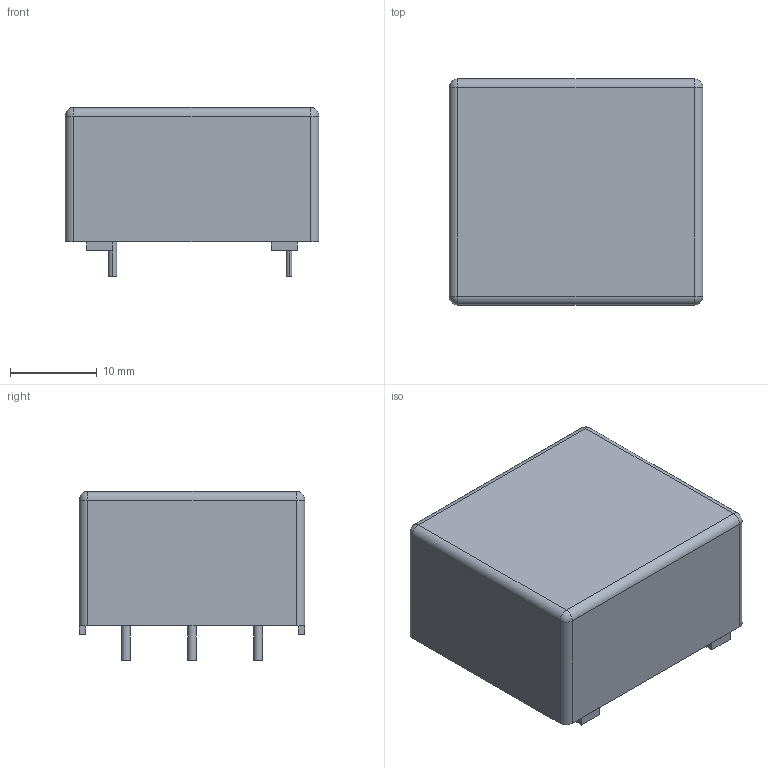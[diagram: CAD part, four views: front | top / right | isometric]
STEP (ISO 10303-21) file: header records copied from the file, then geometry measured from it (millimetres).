
FILE_DESCRIPTION((''),'2;1');
FILE_NAME('SENS_LEM_LA 25-NP-SP14.stp','2010-04-14T12:57:44',(''),(''),'Mechanical Desktop 2010','Mechanical Desktop 2010',', , ');
FILE_SCHEMA(('AUTOMOTIVE_DESIGN { 1 2 10303 214 1 1 1 1 }'));
Length unit declared in the file: millimetre
Products named in the file (1): Product
Bounding box: 29.2 x 26 x 19.45 mm (x, y, z)
Volume: 11580.2 mm3; surface area: 4667 mm2
Topology: 11 solids, 11 shells, 81 faces, 166 edges, 104 vertices
Faces by surface type: plane 51, cylinder 26, sphere 4
Entity records: 2141 total; most frequent: DIRECTION 378, CARTESIAN_POINT 348, ORIENTED_EDGE 324, EDGE_CURVE 162, AXIS2_PLACEMENT_3D 134, VECTOR 110, LINE 110, VERTEX_POINT 104
